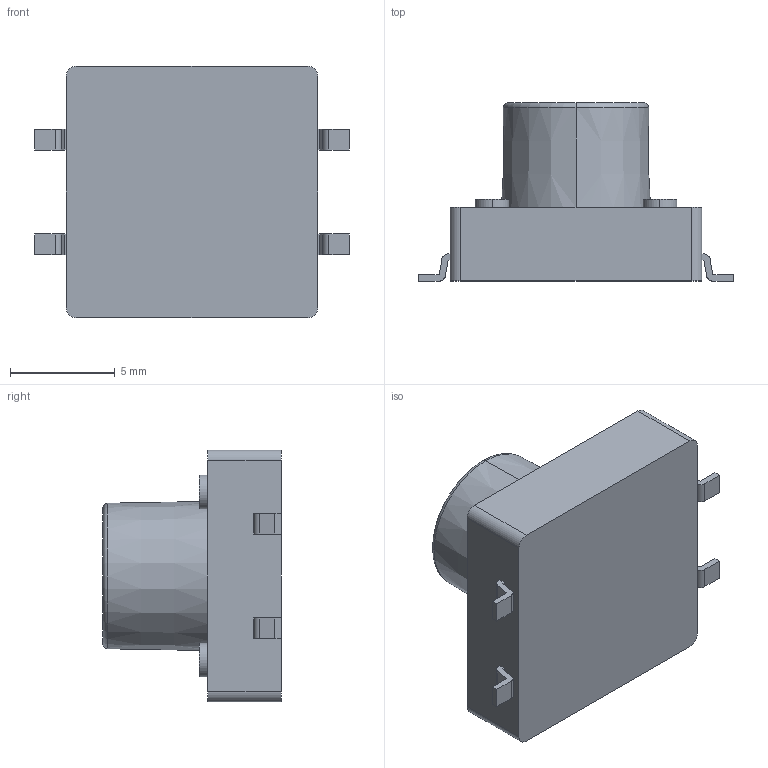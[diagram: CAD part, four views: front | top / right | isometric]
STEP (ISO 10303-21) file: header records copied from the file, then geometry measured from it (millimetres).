
FILE_DESCRIPTION (( 'STEP AP214' ), '1' );
FILE_NAME ('User Library-Diptronics_DTSM25RV_switch.STEP', '2022-02-28T08:25:27', ( '' ), ( '' ), 'SwSTEP 2.0', 'SolidWorks 2021', '' );
FILE_SCHEMA (( 'AUTOMOTIVE_DESIGN' ));
Length unit declared in the file: millimetre
Products named in the file (1): User Library-Diptronics_DTSM25RV_switch
Bounding box: 15 x 8.5 x 12 mm (x, y, z)
Volume: 664.3 mm3; surface area: 699.9 mm2
Topology: 2 solids, 2 shells, 82 faces, 200 edges, 132 vertices
Faces by surface type: plane 54, cylinder 24, torus 2, cone 2
Entity records: 3021 total; most frequent: DIRECTION 420, CARTESIAN_POINT 415, ORIENTED_EDGE 400, EDGE_CURVE 200, LINE 146, VECTOR 146, AXIS2_PLACEMENT_3D 137, VERTEX_POINT 132
